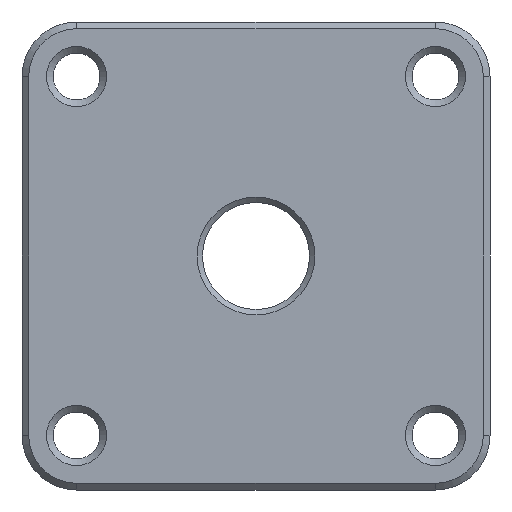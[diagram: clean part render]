
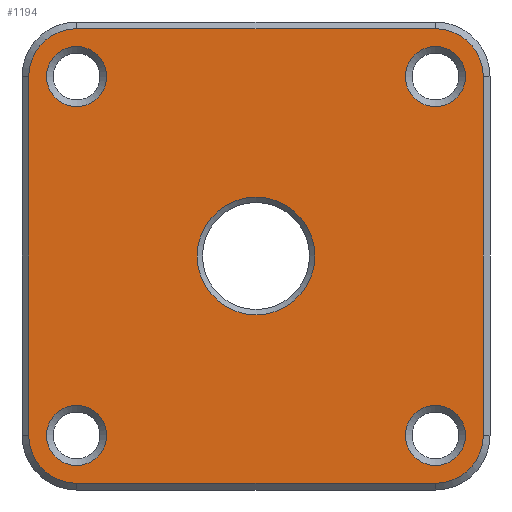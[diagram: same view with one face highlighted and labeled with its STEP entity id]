
A CAD part, front view. The second image highlights one B-rep face of the part: STEP entity #1194.
In plain terms, the highlighted planar face has unit normal (0, -1, 0).
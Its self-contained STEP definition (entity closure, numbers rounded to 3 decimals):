
#21=FACE_BOUND('',#167,.T.);
#22=FACE_BOUND('',#168,.T.);
#23=FACE_BOUND('',#169,.T.);
#24=FACE_BOUND('',#170,.T.);
#25=FACE_BOUND('',#171,.T.);
#35=PLANE('',#1292);
#89=FACE_OUTER_BOUND('',#166,.T.);
#166=EDGE_LOOP('',(#832,#833,#834,#835,#836,#837,#838,#839));
#167=EDGE_LOOP('',(#840));
#168=EDGE_LOOP('',(#841));
#169=EDGE_LOOP('',(#842));
#170=EDGE_LOOP('',(#843));
#171=EDGE_LOOP('',(#844));
#255=CIRCLE('',#1288,4.4);
#258=CIRCLE('',#1293,3.583);
#259=CIRCLE('',#1294,3.583);
#260=CIRCLE('',#1295,3.583);
#261=CIRCLE('',#1296,3.583);
#262=CIRCLE('',#1297,2.25);
#263=CIRCLE('',#1298,2.25);
#264=CIRCLE('',#1299,2.25);
#265=CIRCLE('',#1300,2.25);
#346=LINE('',#1979,#436);
#347=LINE('',#1983,#437);
#348=LINE('',#1987,#438);
#349=LINE('',#1991,#439);
#436=VECTOR('',#1460,10.);
#437=VECTOR('',#1463,10.);
#438=VECTOR('',#1466,10.);
#439=VECTOR('',#1469,10.);
#533=VERTEX_POINT('',#1967);
#536=VERTEX_POINT('',#1977);
#537=VERTEX_POINT('',#1978);
#538=VERTEX_POINT('',#1980);
#539=VERTEX_POINT('',#1982);
#540=VERTEX_POINT('',#1984);
#541=VERTEX_POINT('',#1986);
#542=VERTEX_POINT('',#1988);
#543=VERTEX_POINT('',#1990);
#544=VERTEX_POINT('',#1993);
#545=VERTEX_POINT('',#1995);
#546=VERTEX_POINT('',#1997);
#547=VERTEX_POINT('',#1999);
#643=EDGE_CURVE('',#533,#533,#255,.T.);
#648=EDGE_CURVE('',#536,#537,#346,.T.);
#649=EDGE_CURVE('',#538,#536,#258,.T.);
#650=EDGE_CURVE('',#539,#538,#347,.T.);
#651=EDGE_CURVE('',#540,#539,#259,.T.);
#652=EDGE_CURVE('',#541,#540,#348,.T.);
#653=EDGE_CURVE('',#542,#541,#260,.T.);
#654=EDGE_CURVE('',#543,#542,#349,.T.);
#655=EDGE_CURVE('',#537,#543,#261,.T.);
#656=EDGE_CURVE('',#544,#544,#262,.T.);
#657=EDGE_CURVE('',#545,#545,#263,.T.);
#658=EDGE_CURVE('',#546,#546,#264,.T.);
#659=EDGE_CURVE('',#547,#547,#265,.T.);
#832=ORIENTED_EDGE('',*,*,#648,.F.);
#833=ORIENTED_EDGE('',*,*,#649,.F.);
#834=ORIENTED_EDGE('',*,*,#650,.F.);
#835=ORIENTED_EDGE('',*,*,#651,.F.);
#836=ORIENTED_EDGE('',*,*,#652,.F.);
#837=ORIENTED_EDGE('',*,*,#653,.F.);
#838=ORIENTED_EDGE('',*,*,#654,.F.);
#839=ORIENTED_EDGE('',*,*,#655,.F.);
#840=ORIENTED_EDGE('',*,*,#656,.F.);
#841=ORIENTED_EDGE('',*,*,#657,.F.);
#842=ORIENTED_EDGE('',*,*,#658,.F.);
#843=ORIENTED_EDGE('',*,*,#659,.F.);
#844=ORIENTED_EDGE('',*,*,#643,.F.);
#1194=ADVANCED_FACE('',(#89,#21,#22,#23,#24,#25),#35,.T.);
#1288=AXIS2_PLACEMENT_3D('',#1968,#1448,#1449);
#1292=AXIS2_PLACEMENT_3D('',#1976,#1458,#1459);
#1293=AXIS2_PLACEMENT_3D('',#1981,#1461,#1462);
#1294=AXIS2_PLACEMENT_3D('',#1985,#1464,#1465);
#1295=AXIS2_PLACEMENT_3D('',#1989,#1467,#1468);
#1296=AXIS2_PLACEMENT_3D('',#1992,#1470,#1471);
#1297=AXIS2_PLACEMENT_3D('',#1994,#1472,#1473);
#1298=AXIS2_PLACEMENT_3D('',#1996,#1474,#1475);
#1299=AXIS2_PLACEMENT_3D('',#1998,#1476,#1477);
#1300=AXIS2_PLACEMENT_3D('',#2000,#1478,#1479);
#1448=DIRECTION('center_axis',(0.,-1.,0.));
#1449=DIRECTION('ref_axis',(-1.,0.,0.));
#1458=DIRECTION('center_axis',(0.,-1.,0.));
#1459=DIRECTION('ref_axis',(0.,0.,-1.));
#1460=DIRECTION('',(0.,0.,1.));
#1461=DIRECTION('center_axis',(0.,1.,0.));
#1462=DIRECTION('ref_axis',(-0.707,0.,-0.707));
#1463=DIRECTION('',(-1.,0.,0.));
#1464=DIRECTION('center_axis',(0.,1.,0.));
#1465=DIRECTION('ref_axis',(0.707,0.,-0.707));
#1466=DIRECTION('',(0.,0.,-1.));
#1467=DIRECTION('center_axis',(0.,1.,0.));
#1468=DIRECTION('ref_axis',(0.707,0.,0.707));
#1469=DIRECTION('',(1.,0.,0.));
#1470=DIRECTION('center_axis',(0.,1.,0.));
#1471=DIRECTION('ref_axis',(-0.707,0.,0.707));
#1472=DIRECTION('center_axis',(0.,-1.,0.));
#1473=DIRECTION('ref_axis',(-1.,0.,0.));
#1474=DIRECTION('center_axis',(0.,-1.,0.));
#1475=DIRECTION('ref_axis',(-1.,0.,0.));
#1476=DIRECTION('center_axis',(0.,-1.,0.));
#1477=DIRECTION('ref_axis',(-1.,0.,0.));
#1478=DIRECTION('center_axis',(0.,-1.,0.));
#1479=DIRECTION('ref_axis',(-1.,0.,0.));
#1967=CARTESIAN_POINT('',(4.4,-4.2,0.));
#1968=CARTESIAN_POINT('Origin',(0.,-4.2,0.));
#1976=CARTESIAN_POINT('Origin',(0.,-4.2,0.));
#1977=CARTESIAN_POINT('',(-17.,-4.2,-13.417));
#1978=CARTESIAN_POINT('',(-17.,-4.2,13.417));
#1979=CARTESIAN_POINT('',(-17.,-4.2,8.75));
#1980=CARTESIAN_POINT('',(-13.417,-4.2,-17.));
#1981=CARTESIAN_POINT('Origin',(-13.417,-4.2,-13.417));
#1982=CARTESIAN_POINT('',(13.417,-4.2,-17.));
#1983=CARTESIAN_POINT('',(-8.75,-4.2,-17.));
#1984=CARTESIAN_POINT('',(17.,-4.2,-13.417));
#1985=CARTESIAN_POINT('Origin',(13.417,-4.2,-13.417));
#1986=CARTESIAN_POINT('',(17.,-4.2,13.417));
#1987=CARTESIAN_POINT('',(17.,-4.2,-8.75));
#1988=CARTESIAN_POINT('',(13.417,-4.2,17.));
#1989=CARTESIAN_POINT('Origin',(13.417,-4.2,13.417));
#1990=CARTESIAN_POINT('',(-13.417,-4.2,17.));
#1991=CARTESIAN_POINT('',(8.75,-4.2,17.));
#1992=CARTESIAN_POINT('Origin',(-13.417,-4.2,13.417));
#1993=CARTESIAN_POINT('',(15.667,-4.2,13.417));
#1994=CARTESIAN_POINT('Origin',(13.417,-4.2,13.417));
#1995=CARTESIAN_POINT('',(-11.167,-4.2,-13.417));
#1996=CARTESIAN_POINT('Origin',(-13.417,-4.2,-13.417));
#1997=CARTESIAN_POINT('',(15.667,-4.2,-13.417));
#1998=CARTESIAN_POINT('Origin',(13.417,-4.2,-13.417));
#1999=CARTESIAN_POINT('',(-11.167,-4.2,13.417));
#2000=CARTESIAN_POINT('Origin',(-13.417,-4.2,13.417));
